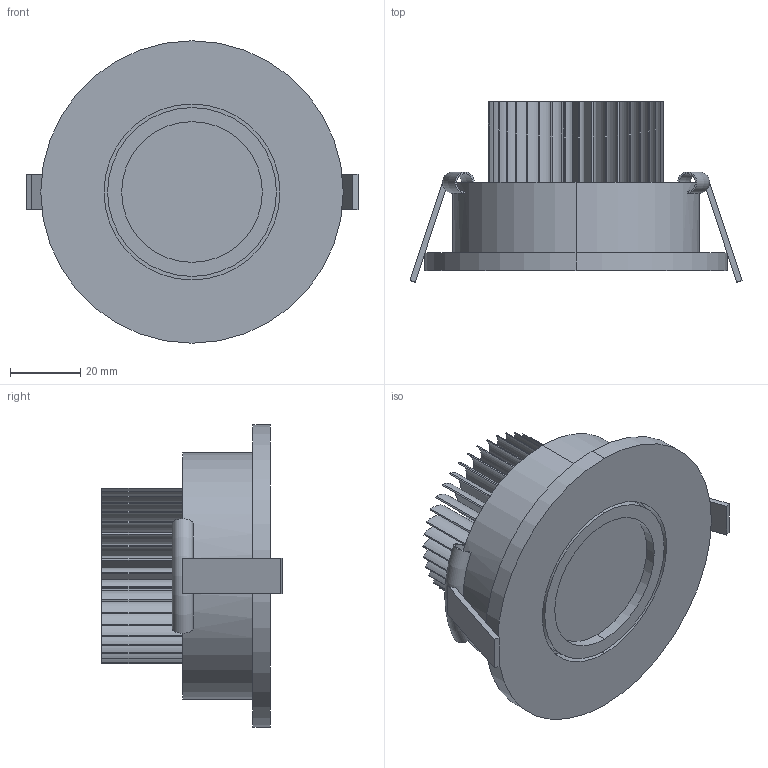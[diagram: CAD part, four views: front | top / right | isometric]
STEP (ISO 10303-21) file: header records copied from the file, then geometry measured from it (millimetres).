
FILE_DESCRIPTION (( 'STEP AP214' ), '1' );
FILE_NAME ('DL SMALL 2000-5 LED WH.STEP', '2018-07-23T06:07:27', ( 'usr' ), ( '' ), 'SwSTEP 2.0', 'SolidWorks 2013', '' );
FILE_SCHEMA (( 'AUTOMOTIVE_DESIGN' ));
Length unit declared in the file: millimetre
Products named in the file (1): DL SMALL 2000-5 LED WH
Bounding box: 94.41 x 51.35 x 86 mm (x, y, z)
Volume: 115261.2 mm3; surface area: 61726.1 mm2
Topology: 3 solids, 3 shells, 198 faces, 561 edges, 374 vertices
Faces by surface type: cylinder 93, bspline 80, plane 21, torus 4
Entity records: 7507 total; most frequent: CARTESIAN_POINT 2654, ORIENTED_EDGE 1122, DIRECTION 841, EDGE_CURVE 561, VERTEX_POINT 374, AXIS2_PLACEMENT_3D 321, EDGE_LOOP 207, CIRCLE 202
